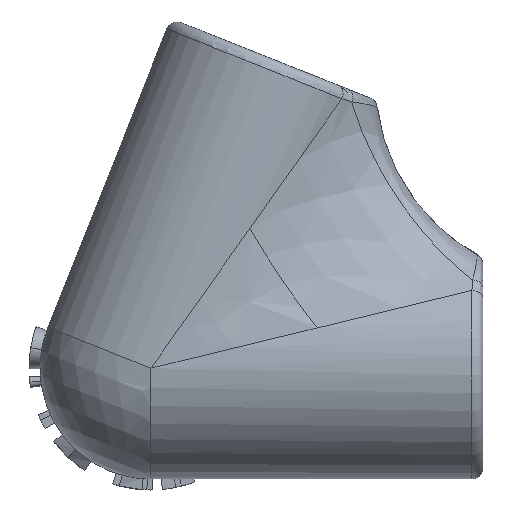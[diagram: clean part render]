
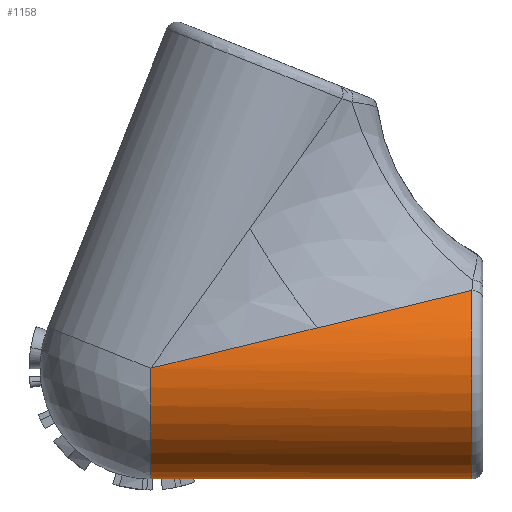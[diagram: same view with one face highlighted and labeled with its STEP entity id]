
A CAD part, front view. The second image highlights one B-rep face of the part: STEP entity #1158.
In plain terms, the highlighted cylindrical face has radius 5 mm (diameter 10 mm), a partial arc.
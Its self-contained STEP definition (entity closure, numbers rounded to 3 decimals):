
#150 = EDGE_CURVE ( 'NONE', #3642, #790, #388, .T. ) ;
#165 = EDGE_CURVE ( 'NONE', #6194, #4760, #3641, .T. ) ;
#170 = CARTESIAN_POINT ( 'NONE',  ( 11.69, -4.122, 2.83 ) ) ;
#262 = AXIS2_PLACEMENT_3D ( 'NONE', #2725, #6320, #5247 ) ;
#305 =( BOUNDED_CURVE ( )  B_SPLINE_CURVE ( 3, ( #1410, #3357, #5408, #3455 ),
 .UNSPECIFIED., .F., .F. ) 
 B_SPLINE_CURVE_WITH_KNOTS ( ( 4, 4 ),
 ( 4.34, 4.712 ),
 .UNSPECIFIED. ) 
 CURVE ( )  GEOMETRIC_REPRESENTATION_ITEM ( )  RATIONAL_B_SPLINE_CURVE ( ( 1., 0.988, 0.988, 1. ) ) 
 REPRESENTATION_ITEM ( '' )  );
#388 =( BOUNDED_CURVE ( )  B_SPLINE_CURVE ( 3, ( #6106, #6587, #4092, #587 ),
 .UNSPECIFIED., .F., .T. ) 
 B_SPLINE_CURVE_WITH_KNOTS ( ( 4, 4 ),
 ( 2.166, 2.349 ),
 .UNSPECIFIED. ) 
 CURVE ( )  GEOMETRIC_REPRESENTATION_ITEM ( )  RATIONAL_B_SPLINE_CURVE ( ( 1., 0.997, 0.997, 1. ) ) 
 REPRESENTATION_ITEM ( '' )  );
#431 = CARTESIAN_POINT ( 'NONE',  ( 14.5, 0., 0. ) ) ;
#522 = ORIENTED_EDGE ( 'NONE', *, *, #150, .T. ) ;
#539 = CARTESIAN_POINT ( 'NONE',  ( 10.238, -4.344, 2.478 ) ) ;
#571 = CARTESIAN_POINT ( 'NONE',  ( 11.079, -4.22, 2.682 ) ) ;
#587 = CARTESIAN_POINT ( 'NONE',  ( 14.5, 3.561, 3.51 ) ) ;
#607 = CARTESIAN_POINT ( 'NONE',  ( 14.21, -3.63, 3.44 ) ) ;
#713 = CARTESIAN_POINT ( 'NONE',  ( 9.498, -4.44, 2.299 ) ) ;
#745 = AXIS2_PLACEMENT_3D ( 'NONE', #5705, #5568, #4668 ) ;
#790 = VERTEX_POINT ( 'NONE', #5998 ) ;
#823 = EDGE_LOOP ( 'NONE', ( #522, #4865, #6357, #5443, #4870, #6478, #3479 ) ) ;
#857 = CARTESIAN_POINT ( 'NONE',  ( 11.589, 4.139, 2.805 ) ) ;
#1039 = CARTESIAN_POINT ( 'NONE',  ( 13.281, -3.83, 3.215 ) ) ;
#1103 = VERTEX_POINT ( 'NONE', #1747 ) ;
#1112 = CARTESIAN_POINT ( 'NONE',  ( 11.498, -4.154, 2.783 ) ) ;
#1158 = ADVANCED_FACE ( 'NONE', ( #1648 ), #4208, .T. ) ;
#1219 = CARTESIAN_POINT ( 'NONE',  ( 8.111, -4.601, 1.964 ) ) ;
#1297 = B_SPLINE_CURVE_WITH_KNOTS ( 'NONE', 3,
 ( #4252, #607, #5259, #1039, #4792, #1625, #3676, #4146, #2701, #6299, #1584, #3640, #170, #1112, #3139, #2226, #6333, #3607, #571, #3106, #539, #4321, #713, #3779, #5820, #3273, #5322, #1219, #2768 ),
 .UNSPECIFIED., .F., .F.,
 ( 4, 1, 1, 2, 2, 1, 1, 1, 2, 1, 1, 2, 2, 1, 1, 1, 2, 2, 1, 4 ),
 ( 0.068, 0.185, 0.243, 0.247, 0.25, 0.257, 0.272, 0.301, 0.418, 0.476, 0.49, 0.498, 0.505, 0.534, 0.651, 0.709, 0.738, 0.752, 0.767, 1. ),
 .UNSPECIFIED. ) ;
#1305 = EDGE_CURVE ( 'NONE', #3304, #5234, #305, .T. ) ;
#1410 = CARTESIAN_POINT ( 'NONE',  ( 7.508, -4.658, 1.817 ) ) ;
#1584 = CARTESIAN_POINT ( 'NONE',  ( 12.508, -3.98, 3.028 ) ) ;
#1625 = CARTESIAN_POINT ( 'NONE',  ( 13.093, -3.867, 3.169 ) ) ;
#1648 = FACE_OUTER_BOUND ( 'NONE', #823, .T. ) ;
#1747 = CARTESIAN_POINT ( 'NONE',  ( 0., 0., -5. ) ) ;
#1862 = CIRCLE ( 'NONE', #2933, 5. ) ;
#1943 = CARTESIAN_POINT ( 'NONE',  ( 0., 0., -5. ) ) ;
#2011 = DIRECTION ( 'NONE',  ( 0., 0., -1. ) ) ;
#2226 = CARTESIAN_POINT ( 'NONE',  ( 11.221, -4.198, 2.716 ) ) ;
#2660 = CARTESIAN_POINT ( 'NONE',  ( 0., -5., 0. ) ) ;
#2701 = CARTESIAN_POINT ( 'NONE',  ( 13.006, -3.885, 3.148 ) ) ;
#2721 = AXIS2_PLACEMENT_3D ( 'NONE', #4393, #4499, #4999 ) ;
#2725 = CARTESIAN_POINT ( 'NONE',  ( 15., 0., 0. ) ) ;
#2768 = CARTESIAN_POINT ( 'NONE',  ( 7.508, -4.658, 1.817 ) ) ;
#2846 = EDGE_CURVE ( 'NONE', #790, #6194, #1862, .T. ) ;
#2933 = AXIS2_PLACEMENT_3D ( 'NONE', #431, #4607, #2011 ) ;
#3106 = CARTESIAN_POINT ( 'NONE',  ( 10.735, -4.273, 2.599 ) ) ;
#3139 = CARTESIAN_POINT ( 'NONE',  ( 11.281, -4.188, 2.731 ) ) ;
#3273 = CARTESIAN_POINT ( 'NONE',  ( 9.279, -4.467, 2.246 ) ) ;
#3304 = VERTEX_POINT ( 'NONE', #3374 ) ;
#3357 = CARTESIAN_POINT ( 'NONE',  ( 5.108, -4.885, 1.237 ) ) ;
#3366 =( BOUNDED_CURVE ( )  B_SPLINE_CURVE ( 3, ( #1943, #6479, #5468, #857 ),
 .UNSPECIFIED., .F., .T. ) 
 B_SPLINE_CURVE_WITH_KNOTS ( ( 4, 4 ),
 ( 1.571, 3.737 ),
 .UNSPECIFIED. ) 
 CURVE ( )  GEOMETRIC_REPRESENTATION_ITEM ( )  RATIONAL_B_SPLINE_CURVE ( ( 1., 0.646, 0.646, 1. ) ) 
 REPRESENTATION_ITEM ( '' )  );
#3374 = CARTESIAN_POINT ( 'NONE',  ( 7.508, -4.658, 1.817 ) ) ;
#3455 = CARTESIAN_POINT ( 'NONE',  ( 0., -5., 0. ) ) ;
#3479 = ORIENTED_EDGE ( 'NONE', *, *, #5882, .T. ) ;
#3607 = CARTESIAN_POINT ( 'NONE',  ( 11.164, -4.207, 2.703 ) ) ;
#3640 = CARTESIAN_POINT ( 'NONE',  ( 12.144, -4.045, 2.94 ) ) ;
#3641 = CIRCLE ( 'NONE', #745, 5. ) ;
#3642 = VERTEX_POINT ( 'NONE', #4678 ) ;
#3676 = CARTESIAN_POINT ( 'NONE',  ( 13.081, -3.87, 3.166 ) ) ;
#3779 = CARTESIAN_POINT ( 'NONE',  ( 9.385, -4.454, 2.272 ) ) ;
#4092 = CARTESIAN_POINT ( 'NONE',  ( 13.604, 3.775, 3.293 ) ) ;
#4146 = CARTESIAN_POINT ( 'NONE',  ( 13.056, -3.875, 3.16 ) ) ;
#4208 = CYLINDRICAL_SURFACE ( 'NONE', #262, 5. ) ;
#4252 = CARTESIAN_POINT ( 'NONE',  ( 14.5, -3.561, 3.51 ) ) ;
#4321 = CARTESIAN_POINT ( 'NONE',  ( 9.722, -4.412, 2.354 ) ) ;
#4393 = CARTESIAN_POINT ( 'NONE',  ( 0., 0., 0. ) ) ;
#4445 = CIRCLE ( 'NONE', #2721, 5. ) ;
#4499 = DIRECTION ( 'NONE',  ( 1., 0., 0. ) ) ;
#4607 = DIRECTION ( 'NONE',  ( -1., 0., 0. ) ) ;
#4617 = EDGE_CURVE ( 'NONE', #4760, #3304, #1297, .T. ) ;
#4623 = CARTESIAN_POINT ( 'NONE',  ( 14.5, 0., -5. ) ) ;
#4668 = DIRECTION ( 'NONE',  ( 0., 0., -1. ) ) ;
#4678 = CARTESIAN_POINT ( 'NONE',  ( 11.589, 4.139, 2.805 ) ) ;
#4760 = VERTEX_POINT ( 'NONE', #5193 ) ;
#4792 = CARTESIAN_POINT ( 'NONE',  ( 13.112, -3.863, 3.174 ) ) ;
#4865 = ORIENTED_EDGE ( 'NONE', *, *, #2846, .T. ) ;
#4870 = ORIENTED_EDGE ( 'NONE', *, *, #1305, .T. ) ;
#4999 = DIRECTION ( 'NONE',  ( 0., 0., -1. ) ) ;
#5193 = CARTESIAN_POINT ( 'NONE',  ( 14.5, -3.561, 3.51 ) ) ;
#5234 = VERTEX_POINT ( 'NONE', #2660 ) ;
#5247 = DIRECTION ( 'NONE',  ( 0., 0., 1. ) ) ;
#5259 = CARTESIAN_POINT ( 'NONE',  ( 13.761, -3.731, 3.331 ) ) ;
#5322 = CARTESIAN_POINT ( 'NONE',  ( 8.715, -4.536, 2.11 ) ) ;
#5408 = CARTESIAN_POINT ( 'NONE',  ( 2.576, -5., 0.624 ) ) ;
#5443 = ORIENTED_EDGE ( 'NONE', *, *, #4617, .T. ) ;
#5468 = CARTESIAN_POINT ( 'NONE',  ( 18.755, 6.698, -0.97 ) ) ;
#5568 = DIRECTION ( 'NONE',  ( -1., 0., 0. ) ) ;
#5705 = CARTESIAN_POINT ( 'NONE',  ( 14.5, 0., 0. ) ) ;
#5820 = CARTESIAN_POINT ( 'NONE',  ( 9.345, -4.459, 2.262 ) ) ;
#5882 = EDGE_CURVE ( 'NONE', #1103, #3642, #3366, .T. ) ;
#5998 = CARTESIAN_POINT ( 'NONE',  ( 14.5, 3.561, 3.51 ) ) ;
#6087 = EDGE_CURVE ( 'NONE', #5234, #1103, #4445, .T. ) ;
#6106 = CARTESIAN_POINT ( 'NONE',  ( 11.589, 4.139, 2.805 ) ) ;
#6194 = VERTEX_POINT ( 'NONE', #4623 ) ;
#6299 = CARTESIAN_POINT ( 'NONE',  ( 12.887, -3.908, 3.119 ) ) ;
#6320 = DIRECTION ( 'NONE',  ( -1., 0., 0. ) ) ;
#6333 = CARTESIAN_POINT ( 'NONE',  ( 11.181, -4.204, 2.707 ) ) ;
#6357 = ORIENTED_EDGE ( 'NONE', *, *, #165, .T. ) ;
#6478 = ORIENTED_EDGE ( 'NONE', *, *, #6087, .T. ) ;
#6479 = CARTESIAN_POINT ( 'NONE',  ( 12.772, 4.561, -5. ) ) ;
#6587 = CARTESIAN_POINT ( 'NONE',  ( 12.631, 3.968, 3.058 ) ) ;
